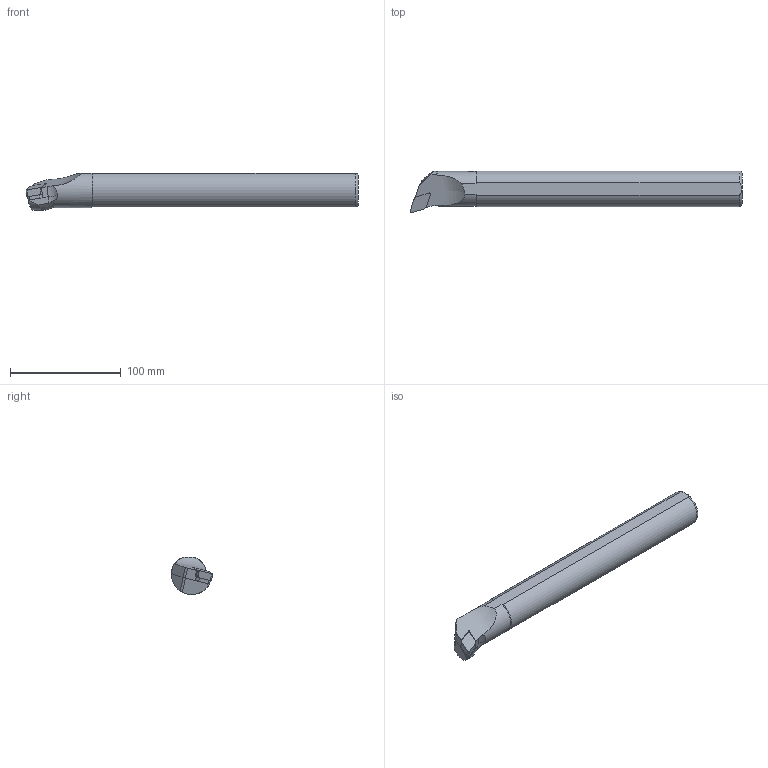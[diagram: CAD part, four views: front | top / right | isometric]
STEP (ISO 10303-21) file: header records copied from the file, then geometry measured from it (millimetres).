
FILE_DESCRIPTION(/* description */ (''),/* implementation_level */ '2;1');
FILE_NAME(/* name */ 'S32T-PDQNR-15.stp',/* time_stamp */ '2023-10-20T18:55:13+03:00',/* author */ (''),/* organization */ (''),/* preprocessor_version */ 'ST-DEVELOPER v19.4',/* originating_system */ 'SIEMENS PLM Software NX2306.3001',/* authorisation */ '');
FILE_SCHEMA (('AUTOMOTIVE_DESIGN { 1 0 10303 214 3 1 1 1 }'));
Length unit declared in the file: millimetre
Products named in the file (1): S32T-PDQNR-15
Bounding box: 299.58 x 37.6 x 33.4 mm (x, y, z)
Volume: 224289.1 mm3; surface area: 31236.7 mm2
Topology: 2 solids, 2 shells, 55 faces, 143 edges, 92 vertices
Faces by surface type: plane 27, cylinder 22, cone 4, torus 1, bspline 1
Entity records: 2079 total; most frequent: CARTESIAN_POINT 633, ORIENTED_EDGE 282, DIRECTION 266, EDGE_CURVE 141, AXIS2_PLACEMENT_3D 99, VERTEX_POINT 91, LINE 68, VECTOR 68
